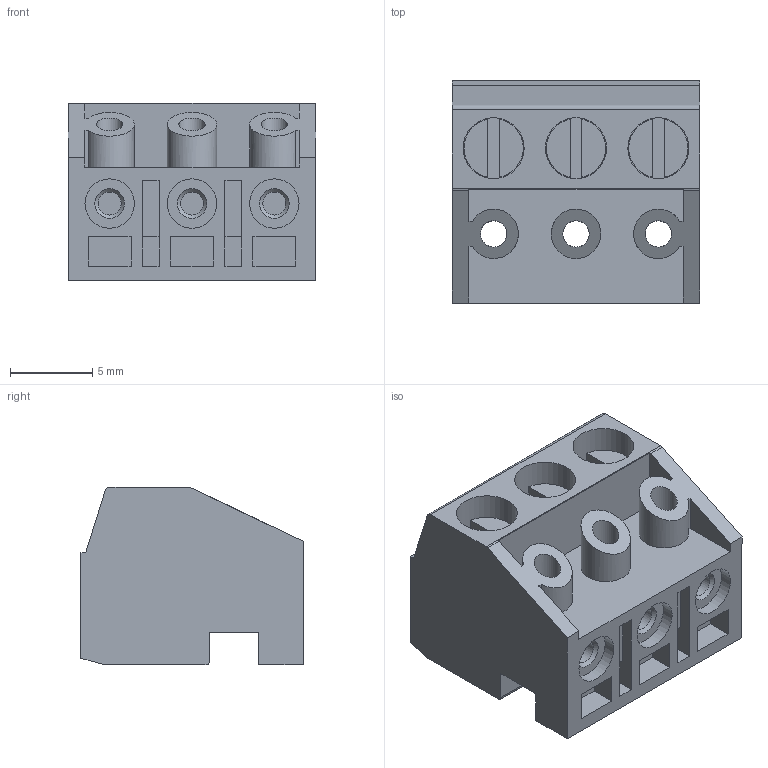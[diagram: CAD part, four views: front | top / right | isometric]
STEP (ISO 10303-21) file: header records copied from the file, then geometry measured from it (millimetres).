
FILE_DESCRIPTION(('STEP AP214'),'1');
FILE_NAME('SHS03-5-L.stp','2018-10-31T16:48:39',(' '),(' '),'Spatial InterOp 3D',' ',' ');
FILE_SCHEMA(('AUTOMOTIVE_DESIGN { 1 0 10303 214 1 1 1 1 }'));
Length unit declared in the file: metre
Products named in the file (1): 1
Bounding box: 15 x 13.5 x 10.8 mm (x, y, z)
Volume: 1382.7 mm3; surface area: 1751.7 mm2
Topology: 1 solids, 1 shells, 244 faces, 613 edges, 401 vertices
Faces by surface type: plane 172, cylinder 63, cone 9
Full cylindrical faces by diameter (mm): 1.4 x3, 1.6 x3, 2.65 x3, 3 x4, 3.7 x3
Entity records: 9112 total; most frequent: CARTESIAN_POINT 1328, DIRECTION 1190, ORIENTED_EDGE 1168, EDGE_CURVE 584, LINE 426, VECTOR 426, VERTEX_POINT 391, AXIS2_PLACEMENT_3D 382
